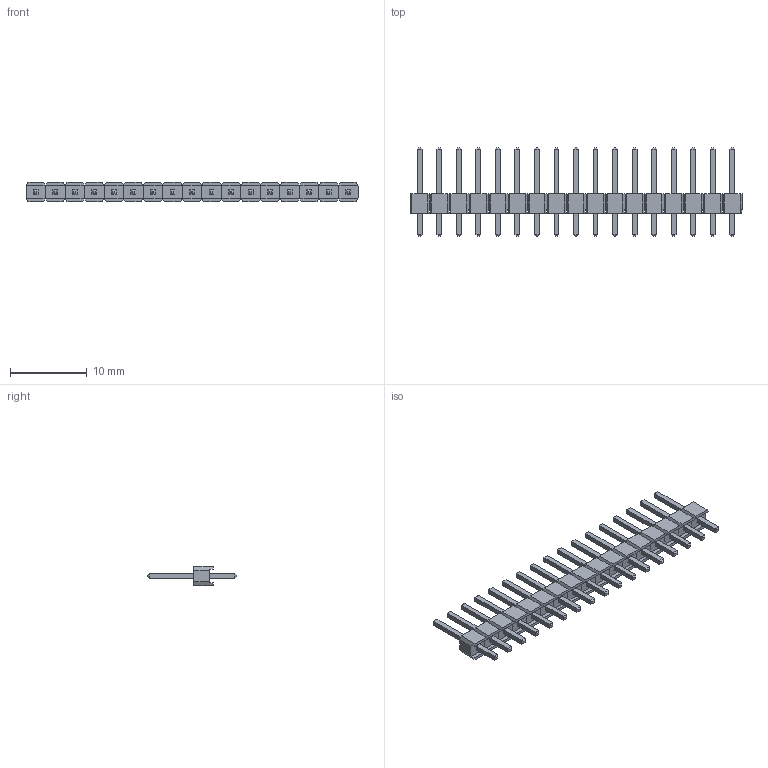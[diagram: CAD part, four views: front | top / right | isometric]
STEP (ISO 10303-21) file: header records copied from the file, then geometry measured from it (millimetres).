
FILE_DESCRIPTION(/* description */ (''),/* implementation_level */ '2;1');
FILE_NAME(/* name */ 'header17pin.stp',/* time_stamp */ '2021-06-21T21:30:48+07:00',/* author */ ('Nhat'),/* organization */ (''),/* preprocessor_version */ 'ST-DEVELOPER v16.13',/* originating_system */ 'Autodesk Inventor 2018',/* authorisation */ '');
FILE_SCHEMA (('AUTOMOTIVE_DESIGN { 1 0 10303 214 3 1 1 }'));
Length unit declared in the file: millimetre
Products named in the file (3): header 16pin; 61300216541121; 6130xx11121_PIN
Assembly tree (34 placements, depth 2):
  header 16pin
    6130xx11121_PIN  x17
    61300216541121  x17
Bounding box: 43.18 x 11.54 x 2.54 mm (x, y, z)
Volume: 293.8 mm3; surface area: 1205 mm2
Topology: 34 solids, 34 shells, 544 faces, 1292 edges, 816 vertices
Faces by surface type: plane 544
Entity records: 1273 total; most frequent: DIRECTION 214, CARTESIAN_POINT 193, ORIENTED_EDGE 152, LINE 76, VECTOR 76, EDGE_CURVE 76, AXIS2_PLACEMENT_3D 69, VERTEX_POINT 48
